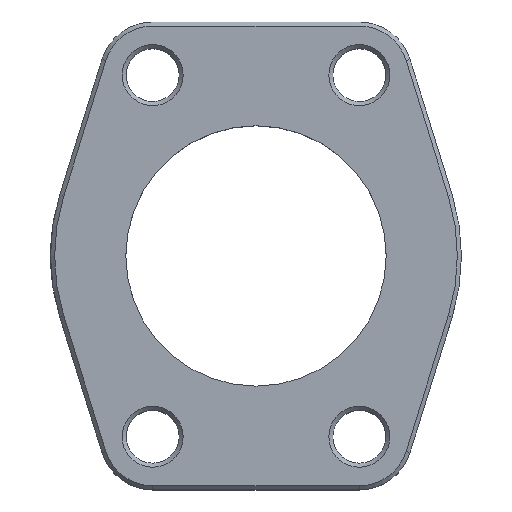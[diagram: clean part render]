
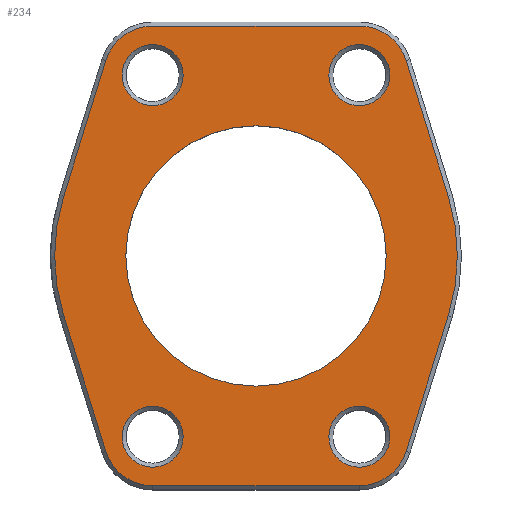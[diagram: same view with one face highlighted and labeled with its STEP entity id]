
A CAD part, top view. The second image highlights one B-rep face of the part: STEP entity #234.
In plain terms, the highlighted planar face has unit normal (0, 0, 1).
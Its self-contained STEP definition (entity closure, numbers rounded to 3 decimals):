
#183=PLANE('',#1111);
#234=ADVANCED_FACE('',(#316,#317,#318,#319,#320,#321),#183,.F.);
#316=FACE_BOUND('',#401,.T.);
#317=FACE_BOUND('',#402,.T.);
#318=FACE_BOUND('',#403,.T.);
#319=FACE_BOUND('',#404,.T.);
#320=FACE_BOUND('',#405,.T.);
#321=FACE_BOUND('',#406,.T.);
#401=EDGE_LOOP('',(#631,#632,#633,#634,#635,#636,#637,#638,#639,#640,#641,
#642));
#402=EDGE_LOOP('',(#643));
#403=EDGE_LOOP('',(#644));
#404=EDGE_LOOP('',(#645));
#405=EDGE_LOOP('',(#646));
#406=EDGE_LOOP('',(#647));
#462=CIRCLE('',#1087,32.);
#468=CIRCLE('',#1101,12.05);
#469=CIRCLE('',#1102,49.5);
#470=CIRCLE('',#1103,12.05);
#471=CIRCLE('',#1104,12.05);
#472=CIRCLE('',#1105,49.5);
#473=CIRCLE('',#1106,12.05);
#474=CIRCLE('',#1107,7.5);
#475=CIRCLE('',#1108,7.5);
#476=CIRCLE('',#1109,7.5);
#477=CIRCLE('',#1110,7.5);
#631=ORIENTED_EDGE('',*,*,#867,.T.);
#632=ORIENTED_EDGE('',*,*,#868,.T.);
#633=ORIENTED_EDGE('',*,*,#869,.T.);
#634=ORIENTED_EDGE('',*,*,#870,.T.);
#635=ORIENTED_EDGE('',*,*,#871,.T.);
#636=ORIENTED_EDGE('',*,*,#872,.T.);
#637=ORIENTED_EDGE('',*,*,#873,.T.);
#638=ORIENTED_EDGE('',*,*,#874,.T.);
#639=ORIENTED_EDGE('',*,*,#875,.T.);
#640=ORIENTED_EDGE('',*,*,#876,.T.);
#641=ORIENTED_EDGE('',*,*,#877,.T.);
#642=ORIENTED_EDGE('',*,*,#878,.T.);
#643=ORIENTED_EDGE('',*,*,#879,.T.);
#644=ORIENTED_EDGE('',*,*,#880,.T.);
#645=ORIENTED_EDGE('',*,*,#881,.T.);
#646=ORIENTED_EDGE('',*,*,#882,.T.);
#647=ORIENTED_EDGE('',*,*,#860,.F.);
#758=VERTEX_POINT('',#1605);
#765=VERTEX_POINT('',#1644);
#766=VERTEX_POINT('',#1645);
#767=VERTEX_POINT('',#1647);
#768=VERTEX_POINT('',#1649);
#769=VERTEX_POINT('',#1651);
#770=VERTEX_POINT('',#1653);
#771=VERTEX_POINT('',#1655);
#772=VERTEX_POINT('',#1657);
#773=VERTEX_POINT('',#1659);
#774=VERTEX_POINT('',#1661);
#775=VERTEX_POINT('',#1663);
#776=VERTEX_POINT('',#1665);
#777=VERTEX_POINT('',#1668);
#778=VERTEX_POINT('',#1670);
#779=VERTEX_POINT('',#1672);
#780=VERTEX_POINT('',#1674);
#860=EDGE_CURVE('',#758,#758,#462,.T.);
#867=EDGE_CURVE('',#765,#766,#937,.T.);
#868=EDGE_CURVE('',#766,#767,#468,.T.);
#869=EDGE_CURVE('',#767,#768,#938,.T.);
#870=EDGE_CURVE('',#768,#769,#469,.T.);
#871=EDGE_CURVE('',#769,#770,#939,.T.);
#872=EDGE_CURVE('',#770,#771,#470,.T.);
#873=EDGE_CURVE('',#771,#772,#940,.T.);
#874=EDGE_CURVE('',#772,#773,#471,.T.);
#875=EDGE_CURVE('',#773,#774,#941,.T.);
#876=EDGE_CURVE('',#774,#775,#472,.T.);
#877=EDGE_CURVE('',#775,#776,#942,.T.);
#878=EDGE_CURVE('',#776,#765,#473,.T.);
#879=EDGE_CURVE('',#777,#777,#474,.T.);
#880=EDGE_CURVE('',#778,#778,#475,.T.);
#881=EDGE_CURVE('',#779,#779,#476,.T.);
#882=EDGE_CURVE('',#780,#780,#477,.T.);
#937=LINE('',#1643,#997);
#938=LINE('',#1648,#998);
#939=LINE('',#1652,#999);
#940=LINE('',#1656,#1000);
#941=LINE('',#1660,#1001);
#942=LINE('',#1664,#1002);
#997=VECTOR('',#1343,1.);
#998=VECTOR('',#1346,1.);
#999=VECTOR('',#1349,1.);
#1000=VECTOR('',#1352,1.);
#1001=VECTOR('',#1355,1.);
#1002=VECTOR('',#1358,1.);
#1087=AXIS2_PLACEMENT_3D('',#1604,#1315,#1316);
#1101=AXIS2_PLACEMENT_3D('',#1646,#1344,#1345);
#1102=AXIS2_PLACEMENT_3D('',#1650,#1347,#1348);
#1103=AXIS2_PLACEMENT_3D('',#1654,#1350,#1351);
#1104=AXIS2_PLACEMENT_3D('',#1658,#1353,#1354);
#1105=AXIS2_PLACEMENT_3D('',#1662,#1356,#1357);
#1106=AXIS2_PLACEMENT_3D('',#1666,#1359,#1360);
#1107=AXIS2_PLACEMENT_3D('',#1667,#1361,#1362);
#1108=AXIS2_PLACEMENT_3D('',#1669,#1363,#1364);
#1109=AXIS2_PLACEMENT_3D('',#1671,#1365,#1366);
#1110=AXIS2_PLACEMENT_3D('',#1673,#1367,#1368);
#1111=AXIS2_PLACEMENT_3D('',#1675,#1369,#1370);
#1315=DIRECTION('',(0.,0.,1.));
#1316=DIRECTION('',(0.,1.,0.));
#1343=DIRECTION('',(1.,0.,0.));
#1344=DIRECTION('',(0.,0.,1.));
#1345=DIRECTION('',(0.,1.,0.));
#1346=DIRECTION('',(0.297,0.955,0.));
#1347=DIRECTION('',(0.,0.,1.));
#1348=DIRECTION('',(0.,1.,0.));
#1349=DIRECTION('',(-0.297,0.955,0.));
#1350=DIRECTION('',(0.,0.,1.));
#1351=DIRECTION('',(0.,1.,0.));
#1352=DIRECTION('',(-1.,0.,0.));
#1353=DIRECTION('',(0.,0.,1.));
#1354=DIRECTION('',(0.,1.,0.));
#1355=DIRECTION('',(-0.297,-0.955,0.));
#1356=DIRECTION('',(0.,0.,1.));
#1357=DIRECTION('',(0.,1.,0.));
#1358=DIRECTION('',(0.297,-0.955,0.));
#1359=DIRECTION('',(0.,0.,1.));
#1360=DIRECTION('',(0.,1.,0.));
#1361=DIRECTION('',(0.,0.,-1.));
#1362=DIRECTION('',(0.,1.,0.));
#1363=DIRECTION('',(0.,0.,-1.));
#1364=DIRECTION('',(0.,1.,0.));
#1365=DIRECTION('',(0.,0.,-1.));
#1366=DIRECTION('',(0.,1.,0.));
#1367=DIRECTION('',(0.,0.,-1.));
#1368=DIRECTION('',(0.,1.,0.));
#1369=DIRECTION('',(0.,0.,-1.));
#1370=DIRECTION('',(0.,1.,0.));
#1604=CARTESIAN_POINT('',(0.,0.,24.));
#1605=CARTESIAN_POINT('',(0.,32.,24.));
#1643=CARTESIAN_POINT('',(100.,-56.5,24.));
#1644=CARTESIAN_POINT('',(-25.4,-56.5,24.));
#1645=CARTESIAN_POINT('',(25.4,-56.5,24.));
#1646=CARTESIAN_POINT('',(25.4,-44.45,24.));
#1647=CARTESIAN_POINT('',(36.907,-48.027,24.));
#1648=CARTESIAN_POINT('',(74.79,73.837,24.));
#1649=CARTESIAN_POINT('',(47.269,-14.694,24.));
#1650=CARTESIAN_POINT('',(0.,0.,24.));
#1651=CARTESIAN_POINT('',(47.269,14.694,24.));
#1652=CARTESIAN_POINT('',(37.372,46.531,24.));
#1653=CARTESIAN_POINT('',(36.907,48.027,24.));
#1654=CARTESIAN_POINT('',(25.4,44.45,24.));
#1655=CARTESIAN_POINT('',(25.4,56.5,24.));
#1656=CARTESIAN_POINT('',(100.,56.5,24.));
#1657=CARTESIAN_POINT('',(-25.4,56.5,24.));
#1658=CARTESIAN_POINT('',(-25.4,44.45,24.));
#1659=CARTESIAN_POINT('',(-36.907,48.027,24.));
#1660=CARTESIAN_POINT('',(-19.748,103.225,24.));
#1661=CARTESIAN_POINT('',(-47.269,14.694,24.));
#1662=CARTESIAN_POINT('',(0.,0.,24.));
#1663=CARTESIAN_POINT('',(-47.269,-14.694,24.));
#1664=CARTESIAN_POINT('',(-57.166,17.143,24.));
#1665=CARTESIAN_POINT('',(-36.907,-48.027,24.));
#1666=CARTESIAN_POINT('',(-25.4,-44.45,24.));
#1667=CARTESIAN_POINT('',(25.4,44.45,24.));
#1668=CARTESIAN_POINT('',(25.4,51.95,24.));
#1669=CARTESIAN_POINT('',(-25.4,44.45,24.));
#1670=CARTESIAN_POINT('',(-25.4,51.95,24.));
#1671=CARTESIAN_POINT('',(25.4,-44.45,24.));
#1672=CARTESIAN_POINT('',(25.4,-36.95,24.));
#1673=CARTESIAN_POINT('',(-25.4,-44.45,24.));
#1674=CARTESIAN_POINT('',(-25.4,-36.95,24.));
#1675=CARTESIAN_POINT('',(100.,66.,24.));
